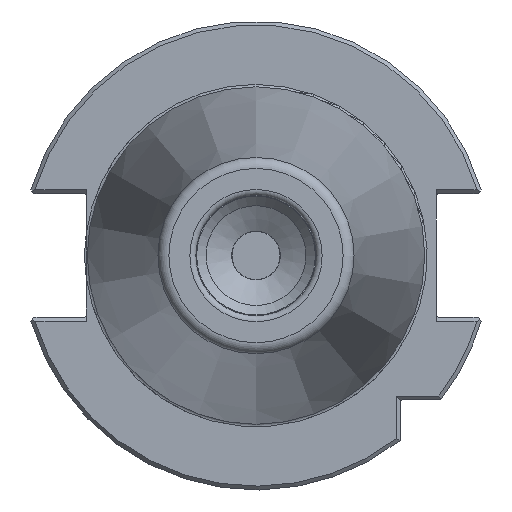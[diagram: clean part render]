
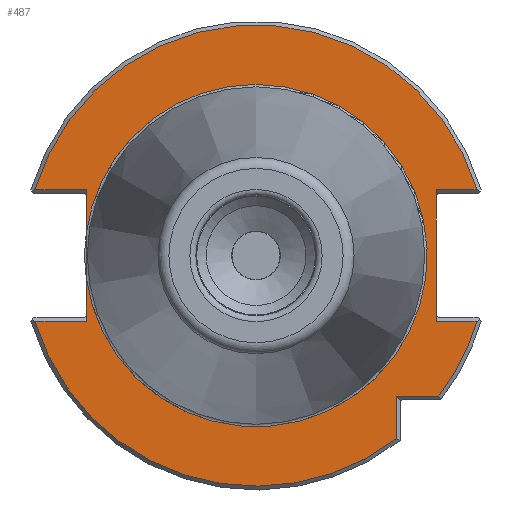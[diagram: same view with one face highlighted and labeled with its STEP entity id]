
A CAD part, left-side view. The second image highlights one B-rep face of the part: STEP entity #487.
In plain terms, the highlighted planar face has unit normal (-1, 0, 0).
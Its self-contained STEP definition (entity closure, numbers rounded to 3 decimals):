
#487 = ADVANCED_FACE( '', ( #1111 ), #1112, .T. );
#1111 = FACE_OUTER_BOUND( '', #1882, .T. );
#1112 = PLANE( '', #1883 );
#1882 = EDGE_LOOP( '', ( #3316, #3317, #3318, #3319, #3320, #3321, #3322, #3323, #3324, #3325, #3326, #3327, #3328 ) );
#1883 = AXIS2_PLACEMENT_3D( '', #3329, #3330, #3331 );
#3316 = ORIENTED_EDGE( '', *, *, #4846, .T. );
#3317 = ORIENTED_EDGE( '', *, *, #4847, .T. );
#3318 = ORIENTED_EDGE( '', *, *, #4848, .F. );
#3319 = ORIENTED_EDGE( '', *, *, #4849, .T. );
#3320 = ORIENTED_EDGE( '', *, *, #4681, .T. );
#3321 = ORIENTED_EDGE( '', *, *, #4371, .T. );
#3322 = ORIENTED_EDGE( '', *, *, #4850, .F. );
#3323 = ORIENTED_EDGE( '', *, *, #4851, .F. );
#3324 = ORIENTED_EDGE( '', *, *, #4852, .F. );
#3325 = ORIENTED_EDGE( '', *, *, #4523, .T. );
#3326 = ORIENTED_EDGE( '', *, *, #4399, .T. );
#3327 = ORIENTED_EDGE( '', *, *, #4516, .T. );
#3328 = ORIENTED_EDGE( '', *, *, #4750, .T. );
#3329 = CARTESIAN_POINT( '', ( 3.2, 0., 35.591 ) );
#3330 = DIRECTION( '', ( -1., 0., 0. ) );
#3331 = DIRECTION( '', ( 0., 0., 1. ) );
#4371 = EDGE_CURVE( '', #5167, #5175, #5177, .T. );
#4399 = EDGE_CURVE( '', #5226, #5224, #5227, .T. );
#4516 = EDGE_CURVE( '', #5224, #5423, #5425, .T. );
#4523 = EDGE_CURVE( '', #5435, #5226, #5436, .T. );
#4681 = EDGE_CURVE( '', #5688, #5167, #5689, .T. );
#4750 = EDGE_CURVE( '', #5423, #5791, #5793, .T. );
#4846 = EDGE_CURVE( '', #5791, #5923, #5924, .T. );
#4847 = EDGE_CURVE( '', #5923, #5925, #5926, .T. );
#4848 = EDGE_CURVE( '', #5927, #5925, #5928, .T. );
#4849 = EDGE_CURVE( '', #5927, #5688, #5929, .T. );
#4850 = EDGE_CURVE( '', #5527, #5175, #5930, .T. );
#4851 = EDGE_CURVE( '', #5526, #5527, #5931, .T. );
#4852 = EDGE_CURVE( '', #5435, #5526, #5932, .T. );
#5167 = VERTEX_POINT( '', #6321 );
#5175 = VERTEX_POINT( '', #6334 );
#5177 = LINE( '', #6337, #6338 );
#5224 = VERTEX_POINT( '', #6409 );
#5226 = VERTEX_POINT( '', #6414 );
#5227 = CIRCLE( '', #6415, 47.95 );
#5423 = VERTEX_POINT( '', #6777 );
#5425 = LINE( '', #6780, #6781 );
#5435 = VERTEX_POINT( '', #6797 );
#5436 = LINE( '', #6798, #6799 );
#5526 = VERTEX_POINT( '', #6938 );
#5527 = VERTEX_POINT( '', #6939 );
#5688 = VERTEX_POINT( '', #7174 );
#5689 = CIRCLE( '', #7175, 47.95 );
#5791 = VERTEX_POINT( '', #7373 );
#5793 = LINE( '', #7378, #7379 );
#5923 = VERTEX_POINT( '', #7663 );
#5924 = CIRCLE( '', #7664, 47.95 );
#5925 = VERTEX_POINT( '', #7665 );
#5926 = LINE( '', #7666, #7667 );
#5927 = VERTEX_POINT( '', #7668 );
#5928 = LINE( '', #7669, #7670 );
#5929 = LINE( '', #7671, #7672 );
#5930 = LINE( '', #7673, #7674 );
#5931 = CIRCLE( '', #7675, 35.591 );
#5932 = LINE( '', #7676, #7677 );
#6321 = CARTESIAN_POINT( '', ( 3.2, 45.966, 13.65 ) );
#6334 = CARTESIAN_POINT( '', ( 3.2, 35.3, 13.65 ) );
#6337 = CARTESIAN_POINT( '', ( 3.2, 35.3, 13.65 ) );
#6338 = VECTOR( '', #8253, 1000. );
#6409 = CARTESIAN_POINT( '', ( 3.2, -29.2, -38.034 ) );
#6414 = CARTESIAN_POINT( '', ( 3.2, 45.966, -13.65 ) );
#6415 = AXIS2_PLACEMENT_3D( '', #8273, #8274, #8275 );
#6777 = CARTESIAN_POINT( '', ( 3.2, -29.2, -29.2 ) );
#6780 = CARTESIAN_POINT( '', ( 3.2, -29.2, -30. ) );
#6781 = VECTOR( '', #8407, 1000. );
#6797 = CARTESIAN_POINT( '', ( 3.2, 35.3, -13.65 ) );
#6798 = CARTESIAN_POINT( '', ( 3.2, 47.181, -13.65 ) );
#6799 = VECTOR( '', #8411, 1000. );
#6938 = CARTESIAN_POINT( '', ( 3.2, 35.3, -4.543 ) );
#6939 = CARTESIAN_POINT( '', ( 3.2, 35.3, 4.543 ) );
#7174 = CARTESIAN_POINT( '', ( 3.2, -45.966, 13.65 ) );
#7175 = AXIS2_PLACEMENT_3D( '', #8598, #8599, #8600 );
#7373 = CARTESIAN_POINT( '', ( 3.2, -38.034, -29.2 ) );
#7378 = CARTESIAN_POINT( '', ( 3.2, -38.616, -29.2 ) );
#7379 = VECTOR( '', #8671, 1000. );
#7663 = CARTESIAN_POINT( '', ( 3.2, -45.966, -13.65 ) );
#7664 = AXIS2_PLACEMENT_3D( '', #8769, #8770, #8771 );
#7665 = CARTESIAN_POINT( '', ( 3.2, -37.5, -13.65 ) );
#7666 = CARTESIAN_POINT( '', ( 3.2, -37.5, -13.65 ) );
#7667 = VECTOR( '', #8772, 1000. );
#7668 = CARTESIAN_POINT( '', ( 3.2, -37.5, 13.65 ) );
#7669 = CARTESIAN_POINT( '', ( 3.2, -37.5, 12.85 ) );
#7670 = VECTOR( '', #8773, 1000. );
#7671 = CARTESIAN_POINT( '', ( 3.2, -47.181, 13.65 ) );
#7672 = VECTOR( '', #8774, 1000. );
#7673 = CARTESIAN_POINT( '', ( 3.2, 35.3, -12.85 ) );
#7674 = VECTOR( '', #8775, 1000. );
#7675 = AXIS2_PLACEMENT_3D( '', #8776, #8777, #8778 );
#7676 = CARTESIAN_POINT( '', ( 3.2, 35.3, -12.85 ) );
#7677 = VECTOR( '', #8779, 1000. );
#8253 = DIRECTION( '', ( 0., -1., 0. ) );
#8273 = CARTESIAN_POINT( '', ( 3.2, 0., 0. ) );
#8274 = DIRECTION( '', ( -1., 0., 0. ) );
#8275 = DIRECTION( '', ( 0., 0., 1. ) );
#8407 = DIRECTION( '', ( 0., 0., 1. ) );
#8411 = DIRECTION( '', ( 0., 1., 0. ) );
#8598 = CARTESIAN_POINT( '', ( 3.2, 0., 0. ) );
#8599 = DIRECTION( '', ( -1., 0., 0. ) );
#8600 = DIRECTION( '', ( 0., 0., 1. ) );
#8671 = DIRECTION( '', ( 0., -1., 0. ) );
#8769 = CARTESIAN_POINT( '', ( 3.2, 0., 0. ) );
#8770 = DIRECTION( '', ( -1., 0., 0. ) );
#8771 = DIRECTION( '', ( 0., 0., 1. ) );
#8772 = DIRECTION( '', ( 0., 1., 0. ) );
#8773 = DIRECTION( '', ( 0., 0., -1. ) );
#8774 = DIRECTION( '', ( 0., -1., 0. ) );
#8775 = DIRECTION( '', ( 0., 0., 1. ) );
#8776 = CARTESIAN_POINT( '', ( 3.2, 0., 0. ) );
#8777 = DIRECTION( '', ( -1., 0., 0. ) );
#8778 = DIRECTION( '', ( 0., 0., 1. ) );
#8779 = DIRECTION( '', ( 0., 0., 1. ) );
